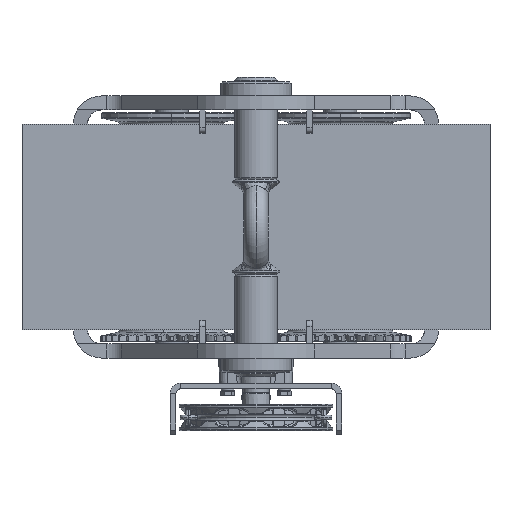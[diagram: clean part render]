
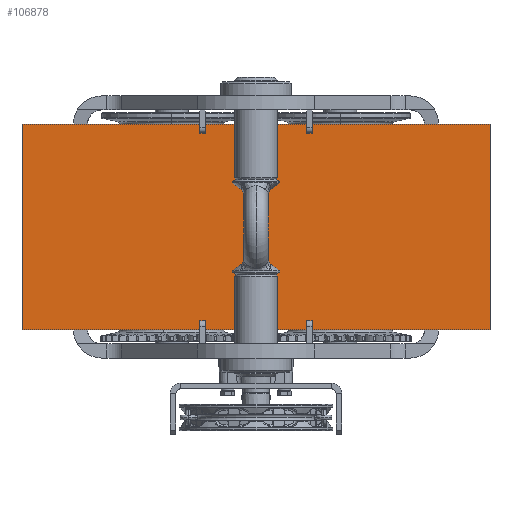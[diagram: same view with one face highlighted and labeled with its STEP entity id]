
A CAD part, front view. The second image highlights one B-rep face of the part: STEP entity #106878.
In plain terms, the highlighted planar face has unit normal (0, -1, 0).
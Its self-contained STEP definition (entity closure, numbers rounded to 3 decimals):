
#2281 = VERTEX_POINT ( 'NONE', #28106 ) ;
#9738 = DIRECTION ( 'NONE',  ( 0., -1., 0. ) ) ;
#10646 = VERTEX_POINT ( 'NONE', #49592 ) ;
#11453 = ORIENTED_EDGE ( 'NONE', *, *, #26937, .T. ) ;
#12937 = CARTESIAN_POINT ( 'NONE',  ( 250., -110., -110. ) ) ;
#15693 = CARTESIAN_POINT ( 'NONE',  ( -250., -110., 110. ) ) ;
#21160 = CARTESIAN_POINT ( 'NONE',  ( -250., -110., -110. ) ) ;
#22788 = LINE ( 'NONE', #21160, #67313 ) ;
#24218 = DIRECTION ( 'NONE',  ( 1., 0., 0. ) ) ;
#25722 = FACE_OUTER_BOUND ( 'NONE', #82995, .T. ) ;
#26937 = EDGE_CURVE ( 'NONE', #50325, #30058, #22788, .T. ) ;
#27185 = VECTOR ( 'NONE', #64806, 1000. ) ;
#28106 = CARTESIAN_POINT ( 'NONE',  ( 250., -110., 110. ) ) ;
#30058 = VERTEX_POINT ( 'NONE', #12937 ) ;
#32833 = ORIENTED_EDGE ( 'NONE', *, *, #45554, .T. ) ;
#33031 = LINE ( 'NONE', #15693, #77722 ) ;
#35681 = CARTESIAN_POINT ( 'NONE',  ( -250., -110., 110. ) ) ;
#38331 = EDGE_CURVE ( 'NONE', #2281, #30058, #46740, .T. ) ;
#45081 = VECTOR ( 'NONE', #65942, 1000. ) ;
#45462 = PLANE ( 'NONE',  #67566 ) ;
#45554 = EDGE_CURVE ( 'NONE', #10646, #50325, #106285, .T. ) ;
#46130 = CARTESIAN_POINT ( 'NONE',  ( 250., -110., 110. ) ) ;
#46740 = LINE ( 'NONE', #46130, #27185 ) ;
#49592 = CARTESIAN_POINT ( 'NONE',  ( -250., -110., 110. ) ) ;
#50325 = VERTEX_POINT ( 'NONE', #81741 ) ;
#57714 = CARTESIAN_POINT ( 'NONE',  ( -250., -110., 110. ) ) ;
#64806 = DIRECTION ( 'NONE',  ( 0., 0., -1. ) ) ;
#65942 = DIRECTION ( 'NONE',  ( 0., 0., -1. ) ) ;
#67313 = VECTOR ( 'NONE', #92787, 1000. ) ;
#67566 = AXIS2_PLACEMENT_3D ( 'NONE', #35681, #9738, #107740 ) ;
#77722 = VECTOR ( 'NONE', #24218, 1000. ) ;
#81741 = CARTESIAN_POINT ( 'NONE',  ( -250., -110., -110. ) ) ;
#82995 = EDGE_LOOP ( 'NONE', ( #95683, #107577, #32833, #11453 ) ) ;
#92787 = DIRECTION ( 'NONE',  ( 1., 0., 0. ) ) ;
#95683 = ORIENTED_EDGE ( 'NONE', *, *, #38331, .F. ) ;
#106285 = LINE ( 'NONE', #57714, #45081 ) ;
#106878 = ADVANCED_FACE ( 'NONE', ( #25722 ), #45462, .T. ) ;
#107577 = ORIENTED_EDGE ( 'NONE', *, *, #115106, .F. ) ;
#107740 = DIRECTION ( 'NONE',  ( 0., 0., -1. ) ) ;
#115106 = EDGE_CURVE ( 'NONE', #10646, #2281, #33031, .T. ) ;
